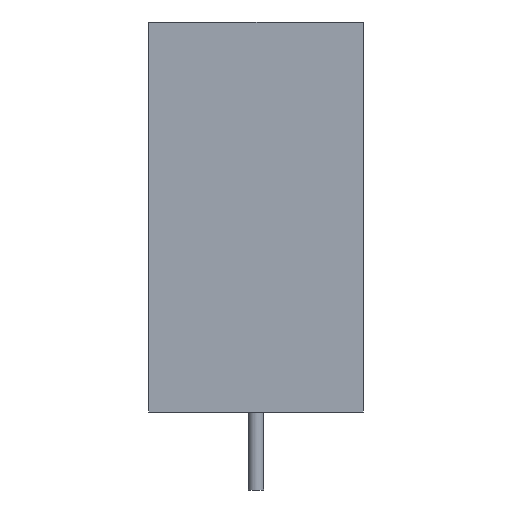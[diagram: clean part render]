
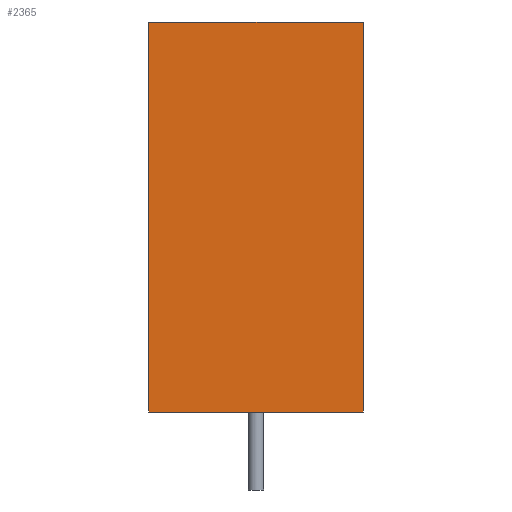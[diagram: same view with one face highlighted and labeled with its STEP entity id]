
A CAD part, left-side view. The second image highlights one B-rep face of the part: STEP entity #2365.
In plain terms, the highlighted planar face has unit normal (-1, 0, 0).
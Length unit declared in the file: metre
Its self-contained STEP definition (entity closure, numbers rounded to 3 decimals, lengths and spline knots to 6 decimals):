
#242=LINE('',#4235,#433);
#250=LINE('',#4251,#441);
#251=LINE('',#4253,#442);
#252=LINE('',#4254,#443);
#433=VECTOR('',#2803,1.);
#441=VECTOR('',#2815,1.);
#442=VECTOR('',#2818,1.);
#443=VECTOR('',#2819,1.);
#520=PLANE('',#2458);
#895=ORIENTED_EDGE('',*,*,#1207,.T.);
#896=ORIENTED_EDGE('',*,*,#1206,.F.);
#897=ORIENTED_EDGE('',*,*,#1208,.F.);
#898=ORIENTED_EDGE('',*,*,#1198,.T.);
#1198=EDGE_CURVE('',#1357,#1356,#242,.T.);
#1206=EDGE_CURVE('',#1362,#1361,#250,.T.);
#1207=EDGE_CURVE('',#1356,#1361,#251,.T.);
#1208=EDGE_CURVE('',#1357,#1362,#252,.T.);
#1356=VERTEX_POINT('',#4234);
#1357=VERTEX_POINT('',#4236);
#1361=VERTEX_POINT('',#4248);
#1362=VERTEX_POINT('',#4250);
#1470=EDGE_LOOP('',(#895,#896,#897,#898));
#1583=FACE_BOUND('',#1470,.T.);
#2365=ADVANCED_FACE('',(#1583),#520,.F.);
#2458=AXIS2_PLACEMENT_3D('',#4252,#2816,#2817);
#2803=DIRECTION('',(0.,0.,-1.));
#2815=DIRECTION('',(0.,0.,-1.));
#2816=DIRECTION('',(1.,0.,0.));
#2817=DIRECTION('',(0.,0.,-1.));
#2818=DIRECTION('',(0.,-1.,0.));
#2819=DIRECTION('',(0.,-1.,0.));
#4234=CARTESIAN_POINT('',(-0.016,0.01,-0.0055));
#4235=CARTESIAN_POINT('',(-0.016,0.01,0.0055));
#4236=CARTESIAN_POINT('',(-0.016,0.01,0.0055));
#4248=CARTESIAN_POINT('',(-0.016,-0.01,-0.0055));
#4250=CARTESIAN_POINT('',(-0.016,-0.01,0.0055));
#4251=CARTESIAN_POINT('',(-0.016,-0.01,0.0055));
#4252=CARTESIAN_POINT('',(-0.016,0.01,0.0055));
#4253=CARTESIAN_POINT('',(-0.016,0.01,-0.0055));
#4254=CARTESIAN_POINT('',(-0.016,0.01,0.0055));
